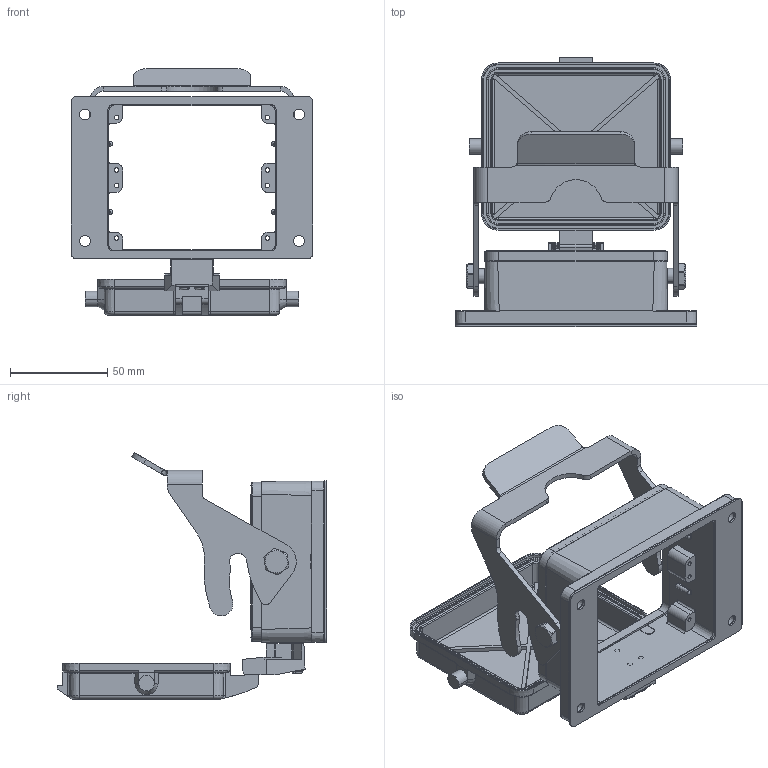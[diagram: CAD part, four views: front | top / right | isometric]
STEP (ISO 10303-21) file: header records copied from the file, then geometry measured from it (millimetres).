
FILE_DESCRIPTION(/* description */ (''),/* implementation_level */ '2;1');
FILE_NAME(/* name */ '3D_1110323651001_H32B-BK-1L_S-CV_V1.1.stp',/* time_stamp */ '2024-02-01T16:45:04+08:00',/* author */ (''),/* organization */ (''),/* preprocessor_version */ 'ST-DEVELOPER v18.1',/* originating_system */ 'SIEMENS PLM Software NX 1980',/* authorisation */ '');
FILE_SCHEMA (('AUTOMOTIVE_DESIGN { 1 0 10303 214 3 1 1 1 }'));
Products named in the file (16): L32B-B-S扣子改后; M6X5.5-不锈钢螺丝; H32B-U--密封圈; H32B-F--底垫; H32B-BK26335; 3x24--销子; H32B-CV-2B; M3x17--螺丝; BKT2-背扣; 铸锌背扣弹片; M3x12--螺丝; L32B-B-S--扣子组件; H32B-BK; H32B-CV-2B-盖子组件; 背扣组件; 3D_1110323651001_H32B-BK-1L_S-CV_V1.0_stp
Assembly tree (17 placements, depth 3):
  3D_1110323651001_H32B-BK-1L_S-CV_V1.0_stp
    背扣组件
      M3x12--螺丝
      铸锌背扣弹片
      BKT2-背扣
      M3x17--螺丝  x2
    H32B-CV-2B-盖子组件
      H32B-CV-2B
      3x24--销子
    H32B-BK
      H32B-BK26335
      H32B-F--底垫
      H32B-U--密封圈
    L32B-B-S--扣子组件
      M6X5.5-不锈钢螺丝  x2
      L32B-B-S扣子改后
Bounding box: 124.4 x 138.64 x 126.75 mm (x, y, z)
Volume: 250823.9 mm3; surface area: 189266.7 mm2
Topology: 19 solids, 21 shells, 1719 faces, 4527 edges, 2910 vertices
Faces by surface type: plane 772, cylinder 562, cone 209, torus 152, bspline 16, sphere 8
Entity records: 54898 total; most frequent: CARTESIAN_POINT 13551, ORIENTED_EDGE 8746, DIRECTION 8414, EDGE_CURVE 4373, AXIS2_PLACEMENT_3D 2986, VERTEX_POINT 2819, LINE 2442, VECTOR 2442
